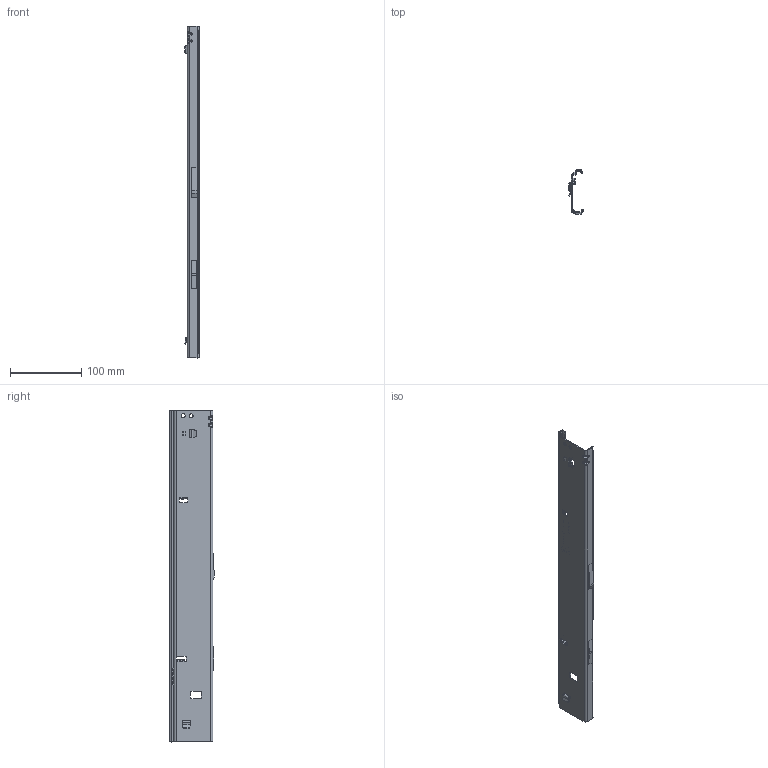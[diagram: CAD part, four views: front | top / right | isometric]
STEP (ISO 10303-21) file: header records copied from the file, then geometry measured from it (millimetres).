
FILE_DESCRIPTION (( 'STEP AP214' ), '1' );
FILE_NAME ('CS# 785.450-GA.L526_closed.STEP', '2023-01-19T10:46:41', ( '' ), ( '' ), 'SwSTEP 2.0', 'SolidWorks 2020', '' );
FILE_SCHEMA (( 'AUTOMOTIVE_DESIGN' ));
Length unit declared in the file: millimetre
Products named in the file (3): CS# 785.XXX-01.L525_NL 450; CS# 785.450-GA.L526_closed; CS# 785.XXX-01.L525_NL 450 ohne SM
Assembly tree (2 placements, depth 3):
  CS# 785.450-GA.L526_closed
    CS# 785.XXX-01.L525_NL 450 ohne SM
      CS# 785.XXX-01.L525_NL 450
Bounding box: 20.38 x 62.5 x 465 mm (x, y, z)
Volume: 61989.8 mm3; surface area: 85345.3 mm2
Topology: 1 solids, 1 shells, 824 faces, 2214 edges, 1419 vertices
Faces by surface type: plane 447, bspline 192, cylinder 139, cone 41, sphere 5
Entity records: 42841 total; most frequent: CARTESIAN_POINT 19211, ORIENTED_EDGE 4400, DIRECTION 3188, EDGE_CURVE 2200, VERTEX_POINT 1419, LINE 1290, VECTOR 1290, AXIS2_PLACEMENT_3D 949
